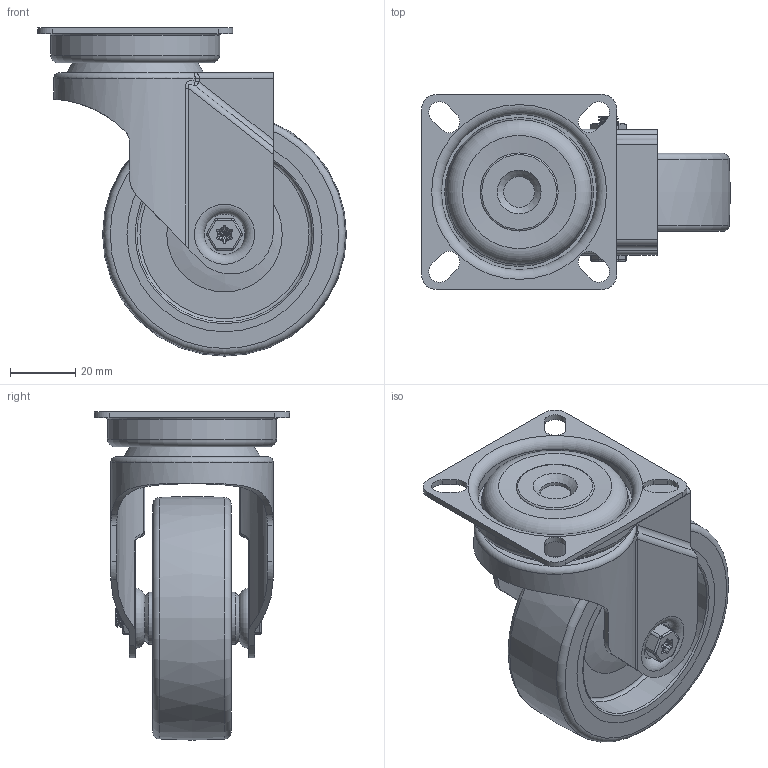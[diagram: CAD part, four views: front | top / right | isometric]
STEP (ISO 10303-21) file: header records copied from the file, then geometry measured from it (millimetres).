
FILE_DESCRIPTION(/* description */ ('','CAx-IF Rec.Pracs.---Representation and Presentation of Product Manufacturing Information (PMI)---4.0---2014-10-13'),/* implementation_level */ '2;1');
FILE_NAME(/* name */ 'BZRA75VGR.step',/* time_stamp */ '2025-03-03T14:20:18Z',/* author */ (''),/* organization */ (''),/* preprocessor_version */ 'ST-DEVELOPER v20',/* originating_system */ 'Autodesk Translation Framework v13.20.0.188',/* authorisation */ '');
FILE_SCHEMA (('AP242_MANAGED_MODEL_BASED_3D_ENGINEERING_MIM_LF { 1 0 10303 442 1 1 4 }'));
Length unit declared in the file: millimetre
Products named in the file (13): BZRA75VGR; BZRA75AS v1; ZINC PLATED PRESSED STEEL TOP PLATE; ZINC PLATED PRESSED STEEL FORKS; BZL75WVGR8 v1; POLYPROPYLENE RIM; THERMOPLASTIC RUBBER TYRE; TUBEM8X31 v1; ZINC PLATED AXLE TUBE; BOLTBZRA6MM v2; ZINC PLATED AXLE BOLT; NM6GR8HALFGR8 v1; ZINC PLATED LOCKING NUT
Assembly tree (12 placements, depth 3):
  BZRA75VGR
    BZRA75AS v1
      ZINC PLATED PRESSED STEEL TOP PLATE
      ZINC PLATED PRESSED STEEL FORKS
    BZL75WVGR8 v1
      POLYPROPYLENE RIM
      THERMOPLASTIC RUBBER TYRE
    TUBEM8X31 v1
      ZINC PLATED AXLE TUBE
    BOLTBZRA6MM v2
      ZINC PLATED AXLE BOLT
    NM6GR8HALFGR8 v1
      ZINC PLATED LOCKING NUT
Bounding box: 95 x 60 x 101 mm (x, y, z)
Volume: 99067.4 mm3; surface area: 62155.4 mm2
Topology: 7 solids, 7 shells, 316 faces, 770 edges, 478 vertices
Faces by surface type: cylinder 121, plane 73, bspline 57, torus 37, cone 26, sphere 2
Full cylindrical faces by diameter (mm): 4.744 x2, 5.884 x4, 6 x2, 6.4 x1, 6.5 x1, 8 x2, 8.4 x1, 8.5 x1, 9.5 x1, 13.5 x1, 15 x1, 16 x2, 39 x1, 41.954 x1, 47.8 x1, 52 x1, 54 x2, 60 x2
Entity records: 21779 total; most frequent: CARTESIAN_POINT 14197, DIRECTION 1540, ORIENTED_EDGE 1520, EDGE_CURVE 760, AXIS2_PLACEMENT_3D 655, VERTEX_POINT 478, EDGE_LOOP 358, CIRCLE 338
